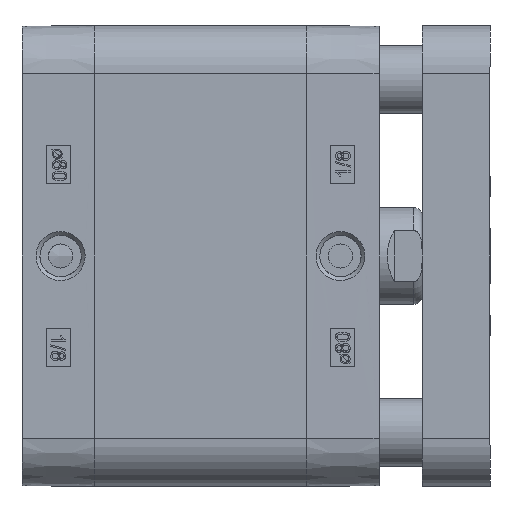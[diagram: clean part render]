
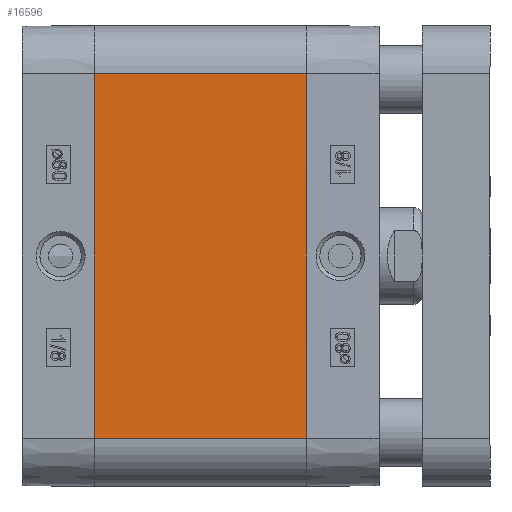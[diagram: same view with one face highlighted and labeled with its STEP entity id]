
A CAD part, left-side view. The second image highlights one B-rep face of the part: STEP entity #16596.
In plain terms, the highlighted planar face has unit normal (-1, 0, 0).
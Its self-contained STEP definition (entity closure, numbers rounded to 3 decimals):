
#11763=CARTESIAN_POINT('',(-47.75,-44.0,37.75));
#11764=VERTEX_POINT('',#11763);
#11771=CARTESIAN_POINT('',(-47.75,-44.0,-37.75));
#11772=VERTEX_POINT('',#11771);
#11773=CARTESIAN_POINT('',(-47.75,-44.0,-37.75));
#11774=DIRECTION('',(0.0,0.0,1.0));
#11775=VECTOR('',#11774,75.5);
#11776=LINE('',#11773,#11775);
#11777=EDGE_CURVE('',#11772,#11764,#11776,.T.);
#16554=CARTESIAN_POINT('',(-47.75,0.0,-37.75));
#16555=VERTEX_POINT('',#16554);
#16556=CARTESIAN_POINT('',(-47.75,0.0,-37.75));
#16557=DIRECTION('',(0.0,-1.0,0.0));
#16558=VECTOR('',#16557,44.0);
#16559=LINE('',#16556,#16558);
#16560=EDGE_CURVE('',#16555,#11772,#16559,.T.);
#16573=CARTESIAN_POINT('',(-47.75,0.0,-37.75));
#16574=DIRECTION('',(-1.0,0.0,0.0));
#16575=DIRECTION('',(0.0,0.0,1.0));
#16576=AXIS2_PLACEMENT_3D('',#16573,#16574,#16575);
#16577=PLANE('',#16576);
#16578=ORIENTED_EDGE('',*,*,#11777,.T.);
#16579=CARTESIAN_POINT('',(-47.75,0.0,37.75));
#16580=VERTEX_POINT('',#16579);
#16581=CARTESIAN_POINT('',(-47.75,0.0,37.75));
#16582=DIRECTION('',(0.0,-1.0,0.0));
#16583=VECTOR('',#16582,44.0);
#16584=LINE('',#16581,#16583);
#16585=EDGE_CURVE('',#16580,#11764,#16584,.T.);
#16586=ORIENTED_EDGE('',*,*,#16585,.F.);
#16587=CARTESIAN_POINT('',(-47.75,0.0,-37.75));
#16588=DIRECTION('',(0.0,0.0,1.0));
#16589=VECTOR('',#16588,75.5);
#16590=LINE('',#16587,#16589);
#16591=EDGE_CURVE('',#16555,#16580,#16590,.T.);
#16592=ORIENTED_EDGE('',*,*,#16591,.F.);
#16593=ORIENTED_EDGE('',*,*,#16560,.T.);
#16594=EDGE_LOOP('',(#16578,#16586,#16592,#16593));
#16595=FACE_OUTER_BOUND('',#16594,.T.);
#16596=ADVANCED_FACE('',(#16595),#16577,.T.);
